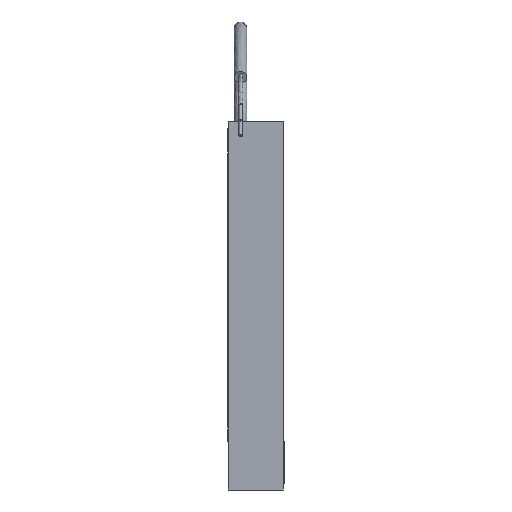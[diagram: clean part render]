
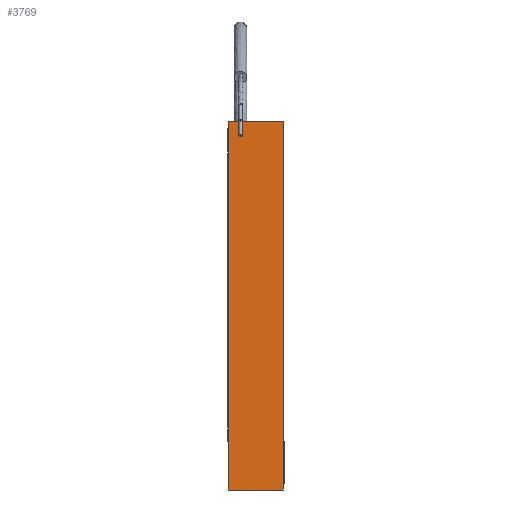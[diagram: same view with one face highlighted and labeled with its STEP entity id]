
A CAD part, front view. The second image highlights one B-rep face of the part: STEP entity #3769.
In plain terms, the highlighted planar face has unit normal (0, -1, 0).
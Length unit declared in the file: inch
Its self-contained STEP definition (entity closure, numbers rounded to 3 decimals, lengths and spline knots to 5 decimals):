
#495 = CARTESIAN_POINT ( 'NONE',  ( 1.3084, 1.82955, 5.06469 ) ) ;
#1058 = EDGE_CURVE ( 'NONE', #25359, #5785, #26074, .T. ) ;
#1874 = CARTESIAN_POINT ( 'NONE',  ( 1.90447, 1.82955, 5.06469 ) ) ;
#1999 = DIRECTION ( 'NONE',  ( -1., 0., 0. ) ) ;
#2724 = FACE_OUTER_BOUND ( 'NONE', #8884, .T. ) ;
#3769 = ADVANCED_FACE ( 'NONE', ( #2724 ), #35638, .F. ) ;
#5120 = CARTESIAN_POINT ( 'NONE',  ( 1.90447, 1.82955, 5.06469 ) ) ;
#5421 = CARTESIAN_POINT ( 'NONE',  ( 1.90447, 1.82955, 1.06469 ) ) ;
#5785 = VERTEX_POINT ( 'NONE', #5421 ) ;
#6437 = EDGE_CURVE ( 'NONE', #18609, #22824, #17137, .T. ) ;
#8603 = LINE ( 'NONE', #27534, #35322 ) ;
#8884 = EDGE_LOOP ( 'NONE', ( #13335, #15376, #24395, #18855 ) ) ;
#9618 = DIRECTION ( 'NONE',  ( 1., 0., 0. ) ) ;
#10431 = CARTESIAN_POINT ( 'NONE',  ( 1.3084, 1.82955, 5.06469 ) ) ;
#13335 = ORIENTED_EDGE ( 'NONE', *, *, #25202, .T. ) ;
#15376 = ORIENTED_EDGE ( 'NONE', *, *, #1058, .F. ) ;
#17137 = LINE ( 'NONE', #21392, #35902 ) ;
#18575 = AXIS2_PLACEMENT_3D ( 'NONE', #10431, #24408, #1999 ) ;
#18609 = VERTEX_POINT ( 'NONE', #495 ) ;
#18855 = ORIENTED_EDGE ( 'NONE', *, *, #6437, .T. ) ;
#21392 = CARTESIAN_POINT ( 'NONE',  ( 1.3084, 1.82955, 5.06469 ) ) ;
#22132 = DIRECTION ( 'NONE',  ( 0., 0., -1. ) ) ;
#22824 = VERTEX_POINT ( 'NONE', #32181 ) ;
#24327 = EDGE_CURVE ( 'NONE', #18609, #25359, #8603, .T. ) ;
#24395 = ORIENTED_EDGE ( 'NONE', *, *, #24327, .F. ) ;
#24408 = DIRECTION ( 'NONE',  ( 0., 1., 0. ) ) ;
#25202 = EDGE_CURVE ( 'NONE', #22824, #5785, #31792, .T. ) ;
#25359 = VERTEX_POINT ( 'NONE', #1874 ) ;
#26074 = LINE ( 'NONE', #5120, #29132 ) ;
#26124 = VECTOR ( 'NONE', #9618, 39.37008 ) ;
#26286 = CARTESIAN_POINT ( 'NONE',  ( 1.3084, 1.82955, 1.06469 ) ) ;
#27534 = CARTESIAN_POINT ( 'NONE',  ( 1.3084, 1.82955, 5.06469 ) ) ;
#29132 = VECTOR ( 'NONE', #22132, 39.37008 ) ;
#29716 = DIRECTION ( 'NONE',  ( 0., 0., -1. ) ) ;
#30356 = DIRECTION ( 'NONE',  ( 1., 0., 0. ) ) ;
#31792 = LINE ( 'NONE', #26286, #26124 ) ;
#32181 = CARTESIAN_POINT ( 'NONE',  ( 1.3084, 1.82955, 1.06469 ) ) ;
#35322 = VECTOR ( 'NONE', #30356, 39.37008 ) ;
#35638 = PLANE ( 'NONE',  #18575 ) ;
#35902 = VECTOR ( 'NONE', #29716, 39.37008 ) ;
